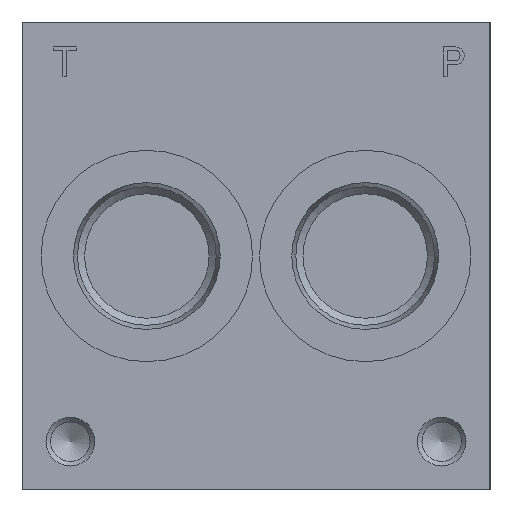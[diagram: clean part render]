
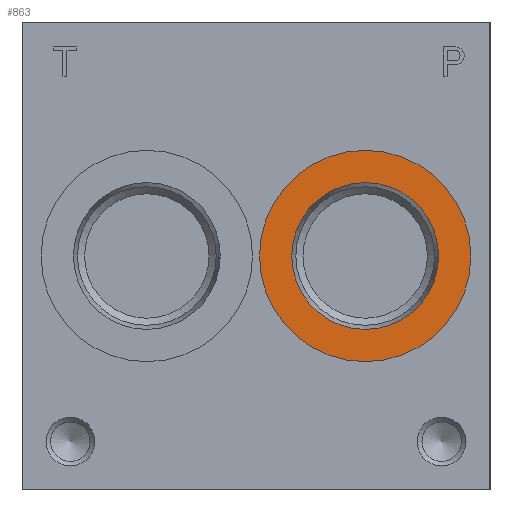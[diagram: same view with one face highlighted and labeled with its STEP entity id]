
A CAD part, left-side view. The second image highlights one B-rep face of the part: STEP entity #863.
In plain terms, the highlighted planar face has unit normal (-1, 0, 0).
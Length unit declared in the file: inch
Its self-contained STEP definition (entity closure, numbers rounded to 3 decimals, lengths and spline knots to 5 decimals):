
#863 = ADVANCED_FACE( '', ( #2246, #2247 ), #2248, .T. );
#2246 = FACE_BOUND( '', #4218, .T. );
#2247 = FACE_OUTER_BOUND( '', #4219, .T. );
#2248 = PLANE( '', #4220 );
#4218 = EDGE_LOOP( '', ( #6780 ) );
#4219 = EDGE_LOOP( '', ( #6781 ) );
#4220 = AXIS2_PLACEMENT_3D( '', #6782, #6783, #6784 );
#6780 = ORIENTED_EDGE( '', *, *, #10737, .T. );
#6781 = ORIENTED_EDGE( '', *, *, #10762, .F. );
#6782 = CARTESIAN_POINT( '', ( 0.031, 1.4775, 1.5 ) );
#6783 = DIRECTION( '', ( -1., 0., 0. ) );
#6784 = DIRECTION( '', ( 0., 0., 1. ) );
#10737 = EDGE_CURVE( '', #12869, #12869, #12870, .T. );
#10762 = EDGE_CURVE( '', #12909, #12909, #12910, .T. );
#12869 = VERTEX_POINT( '', #15633 );
#12870 = CIRCLE( '', #15634, 0.4705 );
#12909 = VERTEX_POINT( '', #15682 );
#12910 = CIRCLE( '', #15683, 0.6775 );
#15633 = CARTESIAN_POINT( '', ( 0.031, 0.8, 1.0295 ) );
#15634 = AXIS2_PLACEMENT_3D( '', #18336, #18337, #18338 );
#15682 = CARTESIAN_POINT( '', ( 0.031, 0.8, 0.8225 ) );
#15683 = AXIS2_PLACEMENT_3D( '', #18369, #18370, #18371 );
#18336 = CARTESIAN_POINT( '', ( 0.031, 0.8, 1.5 ) );
#18337 = DIRECTION( '', ( 1., 0., 0. ) );
#18338 = DIRECTION( '', ( 0., 0., -1. ) );
#18369 = CARTESIAN_POINT( '', ( 0.031, 0.8, 1.5 ) );
#18370 = DIRECTION( '', ( 1., 0., 0. ) );
#18371 = DIRECTION( '', ( 0., 0., -1. ) );
